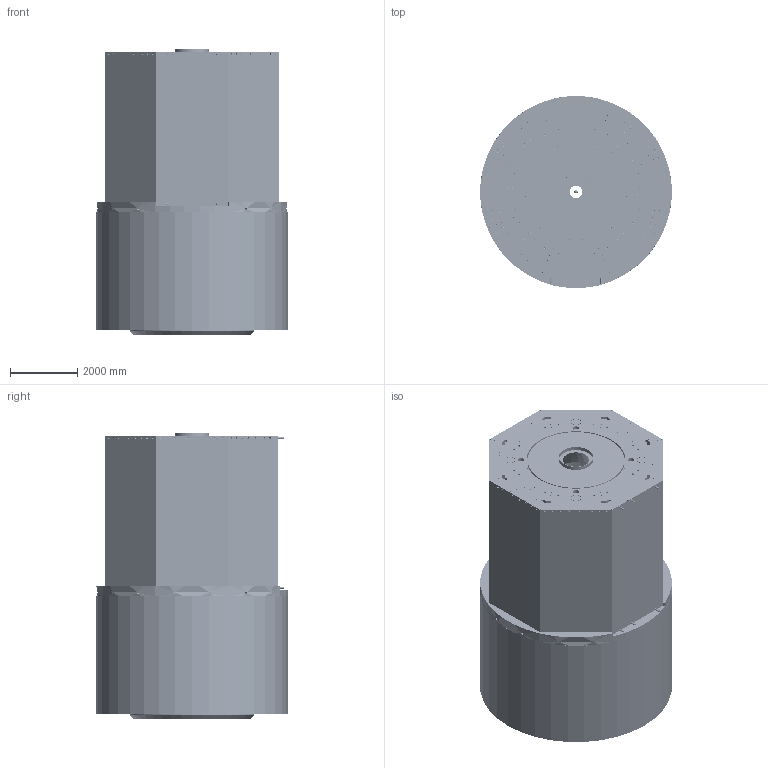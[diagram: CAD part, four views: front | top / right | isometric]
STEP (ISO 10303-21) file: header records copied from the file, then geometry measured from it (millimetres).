
FILE_DESCRIPTION(/* description */ (''),/* implementation_level */ '2;1');
FILE_NAME(/* name */ 'SoLID SIDIS SPECTROMETER ASSY.stp',/* time_stamp */ '2024-06-20T17:18:15-04:00',/* author */ (''),/* organization */ (''),/* preprocessor_version */ 'ST-DEVELOPER v16.7',/* originating_system */ 'SIEMENS PLM Software NX 12.0',/* authorisation */ '');
FILE_SCHEMA (('AUTOMOTIVE_DESIGN { 1 0 10303 214 3 1 1 1 }'));
Length unit declared in the file: inch
Products named in the file (62): NOSE HALF BL; BACK PLATE BL; OUTER HALF CYLINDER BL; SHCS 1_2-13 X 1.50; RETURN YOKE SLAB SIDE SLOT PLUG; RETURN YOKE SLAB SIDE W_ SLOT; MUON SIDE OPT A SLAB 2; MUON SIDE OPT A SLAB 1; MUON SIDE OPT B SLAB 2; MUON SIDE OPT B SLAB 1; MUON BASE SLAB 1; MUON BASE SLAB 2; MUON TOP SLAB 2; MUON TOP SLAB 1; CYLINDRICAL SPRT PL; CORRECTOR RING UPSTREAM; ENDCAP UPSTREAM DONUT; Rail Mockup; MUON BASE SLAB ENDCUP EXTENSION; SHCS 2-4 1_2 X 10.00; MUON SLAB ENDCUP EXTENSION; SHCS 3_4-10 X 2.25; DOWEL PIN 1-1_4 OD X 4.00; COIL SUPPORT BRACKET; RETURN - YOKE SPACER SIDE 2 US; SHCS 2-4 1_2 X 19.00; SHCS 2 1_2-4 X 15.00; SHCS 1-8 X 4.00; SHCS 2 1_2-4 X 18.00; SHCS 2-4 1_2 X 17.50; RETURN - YOKE SPACER BASE; RETURN - YOKE SPACER SIDE 2 DS; RETURN - YOKE SPACER SIDE 1 US; RETURN - YOKE SPACER SIDE 1 DS; RETURN - YOKE SPACER TOP DS; RETURN - YOKE SPACER TOP US; RETURN YOKE SLAB SIDE OPT A; RETURN YOKE SLAB SIDE OPT B; RETURN YOKE SLAB BASE; RETURN YOKE SLAB TOP ...
Assembly tree (371 placements, depth 6):
  SoLID SIDIS SPECTROMETER ASSY
    SoLID MAGNET ASSEMBLY_NX-ARRAGMNTExp Setup
      SoLID MAGNET YOKE ASSY_MODELNX-ARRAGMNTYoke Block Setup
        COIL COLLAR US
        COIL COLLAR DS
        RETURN YOKE SLAB TOP
        RETURN YOKE SLAB BASE
        RETURN YOKE SLAB SIDE OPT B  x3
        RETURN YOKE SLAB SIDE OPT A  x2
        RETURN - YOKE SPACER TOP US
        RETURN - YOKE SPACER TOP DS
        MUON TOP SLABS_MODEL
          MUON TOP SLAB 1
          MUON TOP SLAB 2
        RETURN - YOKE SPACER SIDE 1 DS  x3
        RETURN - YOKE SPACER SIDE 1 US  x3
        RETURN - YOKE SPACER SIDE 2 DS  x3
        RETURN - YOKE SPACER BASE  x2
        MUON BASE SLABS_MODEL
          MUON BASE SLAB 2
          MUON BASE SLAB 1
        MUON SIDE OPT B SLABS_MODEL  x3
          MUON SIDE OPT B SLAB 1
          MUON SIDE OPT B SLAB 2
        MUON SIDE OPT A SLABS_MODEL  x3
          MUON SIDE OPT A SLAB 1
          MUON SIDE OPT A SLAB 2
        SHCS 2-4 1_2 X 17.50  x4
        SHCS 2 1_2-4 X 18.00  x3
        SHCS 1-8 X 4.00  x32
        SHCS 2 1_2-4 X 15.00  x53
        SHCS 2-4 1_2 X 19.00  x60
        RETURN - YOKE SPACER SIDE 2 US  x3
        RETURN YOKE SLAB SIDE SLOT ASSY_MODEL
          RETURN YOKE SLAB SIDE W_ SLOT
          RETURN YOKE SLAB SIDE SLOT PLUG
          SHCS 1_2-13 X 1.50  x2
        COIL SUPPORT BRACKET  x16
        DOWEL PIN 1-1_4 OD X 4.00  x32
        SHCS 3_4-10 X 2.25  x48
        MUON SLAB ENDCUP EXTENSION  x7
        SHCS 2-4 1_2 X 10.00  x14
        MUON BASE SLAB ENDCUP EXTENSION
      G A VACUUM VESSEL
      ENDCAP DOWNSTREAM INSTL_MODELNX-ARRAGMNTExp Setup
        OUTER CYLINDER DS ASSY_MODEL
          OUTER HALF CYLINDER BL  x2
        BACK PLATES AND NOSE ASSY_MODELNX-ARRAGMNTExp Setup
          ENDCAP HALF DS BR ASSY_MODELNX-ARRAGMNTExp Setup
            BACK PLATE BL  x2
            NOSE HALF BL
          ENDCAP HALF DS BL ASSY_MODELNX-ARRAGMNTExp Setup
            BACK PLATE BL  x2
            NOSE HALF BL
        Rail Mockup  x20
      ENDCAP UPSTREAM INSTL_MODELNX-ARRAGMNTExp Setup
        ENDCAP UPSTREAM DONUT
        CORRECTOR RING UPSTREAM
      MAGNET CENTER FIDUCIAL SPHERE
    CRYOSTAT INTERNAL SUPPORT ASSY_MODELNX-ARRAGMNTExp Setup
Bounding box: 5704.84 x 5708.71 x 8533.13 mm (x, y, z)
Volume: 87224321245.2 mm3; surface area: 1098994468.1 mm2
Topology: 362 solids, 362 shells, 10427 faces, 24544 edges, 16052 vertices
Faces by surface type: plane 4636, cylinder 2542, cone 1554, revolution 1264, bspline 216, torus 214, sphere 1
Full cylindrical faces by diameter (mm): 5.105 x84, 7.938 x160, 10.716 x2, 12.7 x2, 13.492 x2, 13.495 x16, 16.67 x134, 18.722 x48, 19.05 x2, 20.625 x48, 20.637 x2, 22.225 x272, 25.019 x32, 25.4 x12, 26.924 x32, 28.575 x48, 30.15 x48, 31.75 x88, 33.972 x40, 38.1 x32, 39.624 x32, 44.5 x1, 45.296 x190, 48.738 x32, 50.168 x78, 50.8 x32, 53.848 x154, 53.975 x140, 57.307 x62, 62.817 x56
Entity records: 142617 total; most frequent: CARTESIAN_POINT 30110, DIRECTION 22458, ORIENTED_EDGE 16408, EDGE_LOOP 9861, FACE_BOUND 9783, AXIS2_PLACEMENT_3D 9114, EDGE_CURVE 8204, VERTEX_POINT 7918
